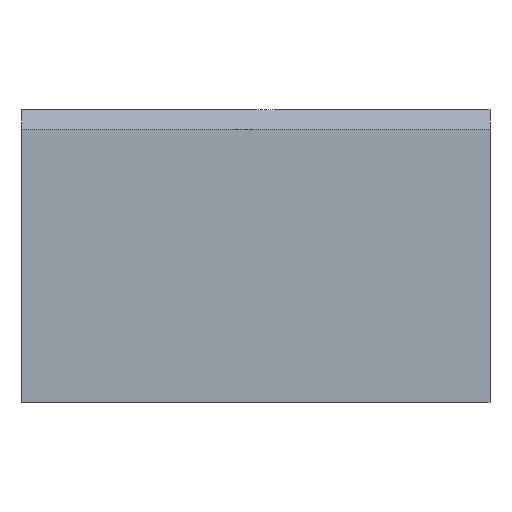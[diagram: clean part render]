
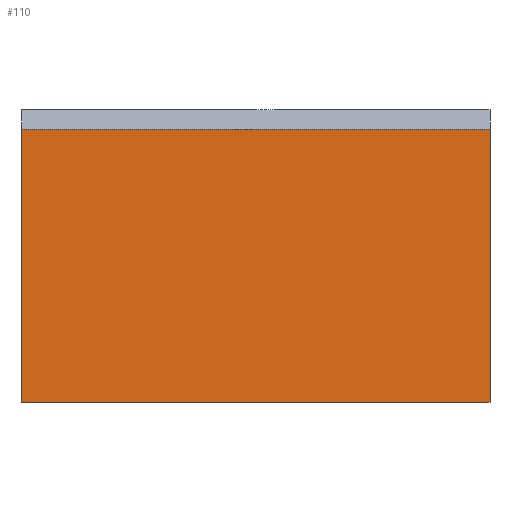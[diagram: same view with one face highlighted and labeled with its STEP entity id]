
A CAD part, left-side view. The second image highlights one B-rep face of the part: STEP entity #110.
In plain terms, the highlighted planar face has unit normal (-1, 0, 0).
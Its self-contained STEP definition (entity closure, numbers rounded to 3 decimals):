
#110 = ADVANCED_FACE ( 'NONE', ( #209 ), #2587, .T. ) ;
#196 = CARTESIAN_POINT ( 'NONE',  ( -20., -20., 0. ) ) ;
#202 = ORIENTED_EDGE ( 'NONE', *, *, #2937, .F. ) ;
#209 = FACE_OUTER_BOUND ( 'NONE', #4793, .T. ) ;
#282 = DIRECTION ( 'NONE',  ( -1., 0., 0. ) ) ;
#285 = ORIENTED_EDGE ( 'NONE', *, *, #4876, .T. ) ;
#507 = DIRECTION ( 'NONE',  ( 0., -1., 0. ) ) ;
#565 = LINE ( 'NONE', #2115, #1364 ) ;
#606 = ORIENTED_EDGE ( 'NONE', *, *, #2174, .T. ) ;
#915 = LINE ( 'NONE', #3969, #2814 ) ;
#983 = VERTEX_POINT ( 'NONE', #1577 ) ;
#1107 = DIRECTION ( 'NONE',  ( 0., 0., -1. ) ) ;
#1364 = VECTOR ( 'NONE', #2490, 1000. ) ;
#1457 = EDGE_CURVE ( 'NONE', #983, #4400, #915, .T. ) ;
#1500 = CARTESIAN_POINT ( 'NONE',  ( -20., 20., 0. ) ) ;
#1523 = AXIS2_PLACEMENT_3D ( 'NONE', #4119, #282, #2206 ) ;
#1547 = VECTOR ( 'NONE', #3044, 1000. ) ;
#1577 = CARTESIAN_POINT ( 'NONE',  ( -20., 20., 23.34 ) ) ;
#1761 = CARTESIAN_POINT ( 'NONE',  ( -20., 20., 0. ) ) ;
#2051 = ORIENTED_EDGE ( 'NONE', *, *, #1457, .F. ) ;
#2115 = CARTESIAN_POINT ( 'NONE',  ( -20., 20., 23.34 ) ) ;
#2174 = EDGE_CURVE ( 'NONE', #983, #3539, #565, .T. ) ;
#2206 = DIRECTION ( 'NONE',  ( 0., 0., 1. ) ) ;
#2490 = DIRECTION ( 'NONE',  ( 0., 0., -1. ) ) ;
#2587 = PLANE ( 'NONE',  #1523 ) ;
#2814 = VECTOR ( 'NONE', #507, 1000. ) ;
#2937 = EDGE_CURVE ( 'NONE', #4400, #3508, #4963, .T. ) ;
#3044 = DIRECTION ( 'NONE',  ( 0., -1., 0. ) ) ;
#3421 = LINE ( 'NONE', #1500, #1547 ) ;
#3508 = VERTEX_POINT ( 'NONE', #196 ) ;
#3539 = VERTEX_POINT ( 'NONE', #1761 ) ;
#3629 = VECTOR ( 'NONE', #1107, 1000. ) ;
#3786 = CARTESIAN_POINT ( 'NONE',  ( -20., -20., 23.34 ) ) ;
#3969 = CARTESIAN_POINT ( 'NONE',  ( -20., 20., 23.34 ) ) ;
#4119 = CARTESIAN_POINT ( 'NONE',  ( -20., 20., 23.34 ) ) ;
#4400 = VERTEX_POINT ( 'NONE', #4841 ) ;
#4793 = EDGE_LOOP ( 'NONE', ( #2051, #606, #285, #202 ) ) ;
#4841 = CARTESIAN_POINT ( 'NONE',  ( -20., -20., 23.34 ) ) ;
#4876 = EDGE_CURVE ( 'NONE', #3539, #3508, #3421, .T. ) ;
#4963 = LINE ( 'NONE', #3786, #3629 ) ;
